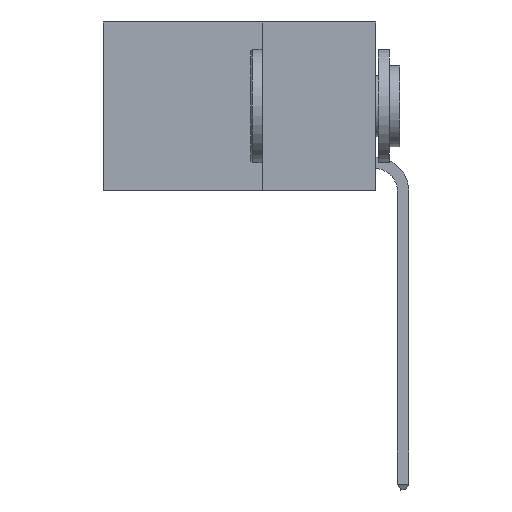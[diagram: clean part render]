
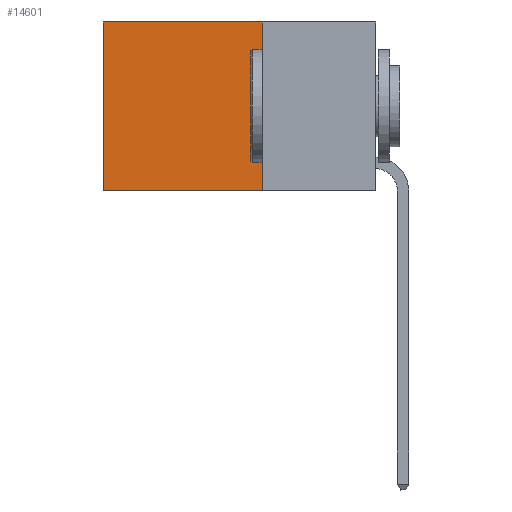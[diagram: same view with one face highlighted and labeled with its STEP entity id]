
A CAD part, left-side view. The second image highlights one B-rep face of the part: STEP entity #14601.
In plain terms, the highlighted planar face has unit normal (-1, 0, 0).
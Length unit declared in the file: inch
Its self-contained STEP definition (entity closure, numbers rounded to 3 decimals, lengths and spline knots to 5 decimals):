
#203 = CARTESIAN_POINT ( 'NONE',  ( 0.2625, 0.25, -0.37 ) ) ;
#808 = DIRECTION ( 'NONE',  ( 0., 1., 0. ) ) ;
#907 = DIRECTION ( 'NONE',  ( 0., 1., 0. ) ) ;
#1119 = CARTESIAN_POINT ( 'NONE',  ( 0.2625, 0.6, -0.37 ) ) ;
#1410 = CARTESIAN_POINT ( 'NONE',  ( 0.2625, 0.6, 0. ) ) ;
#1876 = EDGE_CURVE ( 'NONE', #2454, #7103, #6549, .T. ) ;
#2415 = DIRECTION ( 'NONE',  ( 0., 0., -1. ) ) ;
#2454 = VERTEX_POINT ( 'NONE', #203 ) ;
#2627 = CARTESIAN_POINT ( 'NONE',  ( 0.2625, 0.25, 0. ) ) ;
#2646 = VERTEX_POINT ( 'NONE', #1410 ) ;
#3016 = PLANE ( 'NONE',  #10037 ) ;
#3379 = VERTEX_POINT ( 'NONE', #10795 ) ;
#3433 = EDGE_CURVE ( 'NONE', #3379, #2454, #5663, .T. ) ;
#4469 = EDGE_LOOP ( 'NONE', ( #13017, #11449, #12591, #9533 ) ) ;
#5247 = LINE ( 'NONE', #14230, #13516 ) ;
#5328 = CARTESIAN_POINT ( 'NONE',  ( 0.2625, 0.25, 0. ) ) ;
#5663 = LINE ( 'NONE', #7946, #11128 ) ;
#6549 = LINE ( 'NONE', #9909, #11349 ) ;
#7103 = VERTEX_POINT ( 'NONE', #1119 ) ;
#7606 = FACE_OUTER_BOUND ( 'NONE', #4469, .T. ) ;
#7946 = CARTESIAN_POINT ( 'NONE',  ( 0.2625, 0.25, 0. ) ) ;
#9506 = DIRECTION ( 'NONE',  ( 0., 0., -1. ) ) ;
#9533 = ORIENTED_EDGE ( 'NONE', *, *, #10440, .T. ) ;
#9697 = DIRECTION ( 'NONE',  ( 0., 0., -1. ) ) ;
#9909 = CARTESIAN_POINT ( 'NONE',  ( 0.2625, 0.25, -0.37 ) ) ;
#10037 = AXIS2_PLACEMENT_3D ( 'NONE', #5328, #10893, #9506 ) ;
#10068 = EDGE_CURVE ( 'NONE', #2646, #7103, #5247, .T. ) ;
#10440 = EDGE_CURVE ( 'NONE', #3379, #2646, #12814, .T. ) ;
#10795 = CARTESIAN_POINT ( 'NONE',  ( 0.2625, 0.25, 0. ) ) ;
#10893 = DIRECTION ( 'NONE',  ( 1., 0., 0. ) ) ;
#11128 = VECTOR ( 'NONE', #2415, 39.37008 ) ;
#11349 = VECTOR ( 'NONE', #907, 39.37008 ) ;
#11370 = VECTOR ( 'NONE', #808, 39.37008 ) ;
#11449 = ORIENTED_EDGE ( 'NONE', *, *, #1876, .F. ) ;
#12591 = ORIENTED_EDGE ( 'NONE', *, *, #3433, .F. ) ;
#12814 = LINE ( 'NONE', #2627, #11370 ) ;
#13017 = ORIENTED_EDGE ( 'NONE', *, *, #10068, .T. ) ;
#13516 = VECTOR ( 'NONE', #9697, 39.37008 ) ;
#14230 = CARTESIAN_POINT ( 'NONE',  ( 0.2625, 0.6, 0. ) ) ;
#14601 = ADVANCED_FACE ( 'NONE', ( #7606 ), #3016, .F. ) ;
